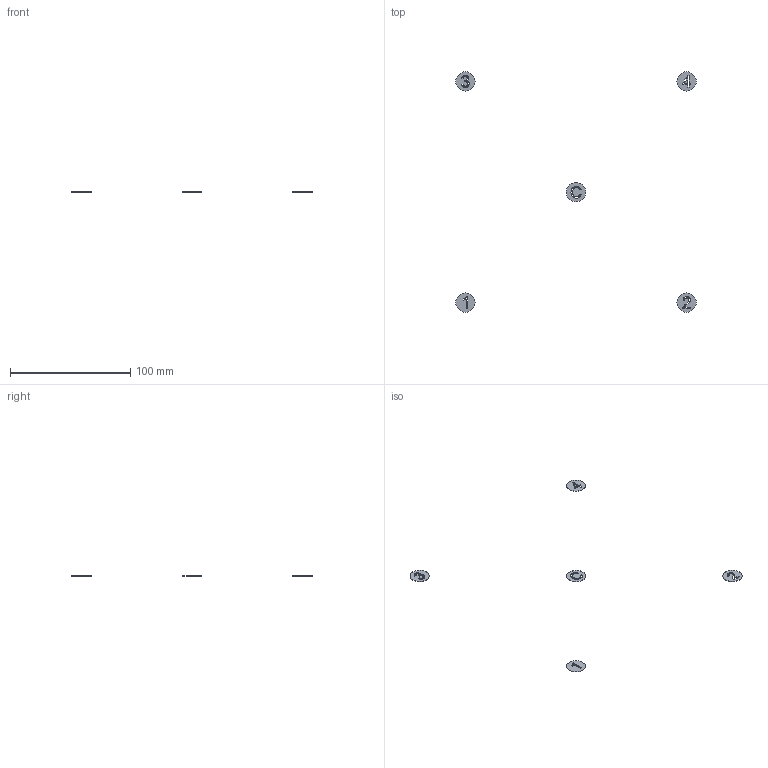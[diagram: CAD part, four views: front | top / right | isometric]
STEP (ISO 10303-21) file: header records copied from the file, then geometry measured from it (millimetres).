
FILE_DESCRIPTION(('HOOPS Exchange Step'),'2;1');
FILE_NAME('export-A2BB74EE-8E28-49B5-BB68-6DDDA2EB04C5.stp','2026-02-25T21:34:13+05:00',('alexe'),('Alibre'),'HOOPS Exchange 2020.1','Alibre','Unknown authorisation');
FILE_SCHEMA( ('AP242_MANAGED_MODEL_BASED_3D_ENGINEERING_MIM_LF {1 0 10303 442 1 1 4 }') );
Length unit declared in the file: millimetre
Products named in the file (1): first_layer_test_concentric
Bounding box: 200 x 200 x 0.24 mm (x, y, z)
Volume: 214.6 mm3; surface area: 1897.5 mm2
Topology: 6 solids, 6 shells, 102 faces, 280 edges, 190 vertices
Faces by surface type: extrusion 55, plane 42, cylinder 5
Full cylindrical faces by diameter (mm): 16 x5
Entity records: 3359 total; most frequent: CARTESIAN_POINT 904, ORIENTED_EDGE 560, DIRECTION 343, EDGE_CURVE 280, VECTOR 205, VERTEX_POINT 190, B_SPLINE_CURVE_WITH_KNOTS 165, LINE 150
